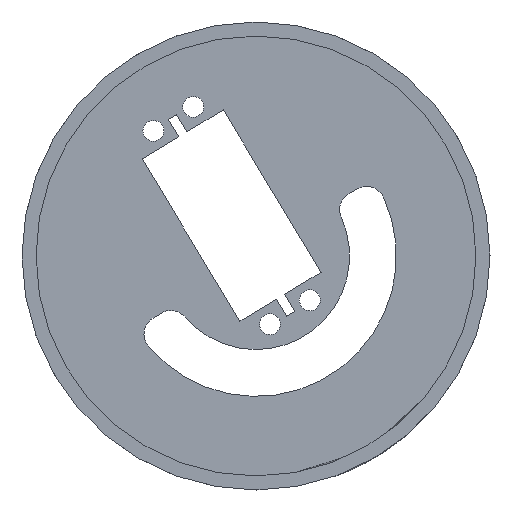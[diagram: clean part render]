
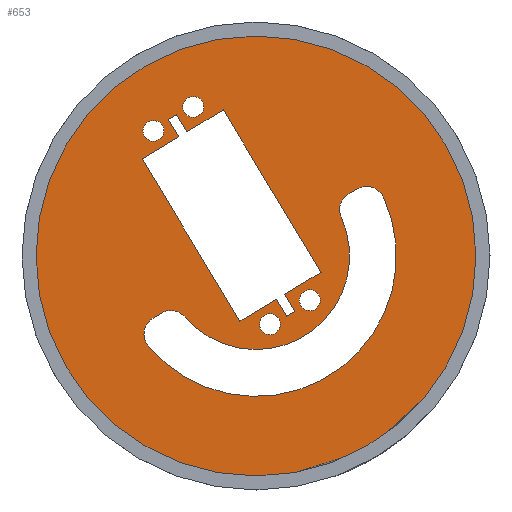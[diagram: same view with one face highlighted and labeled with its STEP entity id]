
A CAD part, front view. The second image highlights one B-rep face of the part: STEP entity #653.
In plain terms, the highlighted planar face has unit normal (0, -1, 0).
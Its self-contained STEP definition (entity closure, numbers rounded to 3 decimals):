
#44=FACE_BOUND('',#154,.T.);
#45=FACE_BOUND('',#155,.T.);
#46=FACE_BOUND('',#156,.T.);
#47=FACE_BOUND('',#157,.T.);
#48=FACE_BOUND('',#158,.T.);
#49=FACE_BOUND('',#159,.T.);
#79=PLANE('',#758);
#110=FACE_OUTER_BOUND('',#153,.T.);
#153=EDGE_LOOP('',(#543));
#154=EDGE_LOOP('',(#544,#545,#546,#547,#548,#549,#550,#551));
#155=EDGE_LOOP('',(#552));
#156=EDGE_LOOP('',(#553));
#157=EDGE_LOOP('',(#554,#555,#556,#557,#558,#559,#560,#561,#562,#563,#564,
#565));
#158=EDGE_LOOP('',(#566));
#159=EDGE_LOOP('',(#567));
#186=LINE('',#987,#234);
#192=LINE('',#1011,#240);
#194=LINE('',#1029,#242);
#198=LINE('',#1037,#246);
#201=LINE('',#1043,#249);
#204=LINE('',#1049,#252);
#207=LINE('',#1055,#255);
#210=LINE('',#1061,#258);
#213=LINE('',#1068,#261);
#217=LINE('',#1076,#265);
#220=LINE('',#1082,#268);
#223=LINE('',#1087,#271);
#225=LINE('',#1091,#273);
#228=LINE('',#1096,#276);
#234=VECTOR('',#798,10.);
#240=VECTOR('',#824,10.);
#242=VECTOR('',#846,10.);
#246=VECTOR('',#852,10.);
#249=VECTOR('',#857,10.);
#252=VECTOR('',#862,10.);
#255=VECTOR('',#867,10.);
#258=VECTOR('',#872,10.);
#261=VECTOR('',#877,10.);
#265=VECTOR('',#883,10.);
#268=VECTOR('',#888,10.);
#271=VECTOR('',#893,10.);
#273=VECTOR('',#897,10.);
#276=VECTOR('',#902,10.);
#279=CIRCLE('',#709,20.);
#281=CIRCLE('',#712,4.);
#283=CIRCLE('',#716,4.);
#285=CIRCLE('',#719,30.);
#287=CIRCLE('',#722,4.);
#289=CIRCLE('',#726,4.);
#290=CIRCLE('',#728,2.23);
#292=CIRCLE('',#731,2.23);
#294=CIRCLE('',#746,2.23);
#296=CIRCLE('',#749,2.23);
#302=CIRCLE('',#759,50.);
#310=VERTEX_POINT('',#972);
#311=VERTEX_POINT('',#974);
#313=VERTEX_POINT('',#980);
#315=VERTEX_POINT('',#986);
#317=VERTEX_POINT('',#992);
#319=VERTEX_POINT('',#998);
#321=VERTEX_POINT('',#1004);
#323=VERTEX_POINT('',#1010);
#324=VERTEX_POINT('',#1017);
#326=VERTEX_POINT('',#1022);
#328=VERTEX_POINT('',#1027);
#329=VERTEX_POINT('',#1028);
#332=VERTEX_POINT('',#1036);
#334=VERTEX_POINT('',#1042);
#336=VERTEX_POINT('',#1048);
#338=VERTEX_POINT('',#1054);
#340=VERTEX_POINT('',#1060);
#342=VERTEX_POINT('',#1066);
#343=VERTEX_POINT('',#1067);
#346=VERTEX_POINT('',#1075);
#348=VERTEX_POINT('',#1081);
#350=VERTEX_POINT('',#1090);
#352=VERTEX_POINT('',#1099);
#354=VERTEX_POINT('',#1104);
#360=VERTEX_POINT('',#1120);
#370=EDGE_CURVE('',#311,#310,#279,.T.);
#373=EDGE_CURVE('',#313,#311,#281,.T.);
#376=EDGE_CURVE('',#315,#313,#186,.T.);
#379=EDGE_CURVE('',#317,#315,#283,.T.);
#382=EDGE_CURVE('',#319,#317,#285,.T.);
#385=EDGE_CURVE('',#321,#319,#287,.T.);
#388=EDGE_CURVE('',#323,#321,#192,.T.);
#391=EDGE_CURVE('',#310,#323,#289,.T.);
#392=EDGE_CURVE('',#324,#324,#290,.T.);
#394=EDGE_CURVE('',#326,#326,#292,.T.);
#396=EDGE_CURVE('',#328,#329,#194,.T.);
#400=EDGE_CURVE('',#329,#332,#198,.T.);
#403=EDGE_CURVE('',#332,#334,#201,.T.);
#406=EDGE_CURVE('',#334,#336,#204,.T.);
#409=EDGE_CURVE('',#336,#338,#207,.T.);
#412=EDGE_CURVE('',#338,#340,#210,.T.);
#415=EDGE_CURVE('',#342,#343,#213,.T.);
#419=EDGE_CURVE('',#343,#346,#217,.T.);
#422=EDGE_CURVE('',#346,#348,#220,.T.);
#425=EDGE_CURVE('',#348,#328,#223,.T.);
#427=EDGE_CURVE('',#340,#350,#225,.T.);
#430=EDGE_CURVE('',#350,#342,#228,.T.);
#432=EDGE_CURVE('',#352,#352,#294,.T.);
#434=EDGE_CURVE('',#354,#354,#296,.T.);
#440=EDGE_CURVE('',#360,#360,#302,.T.);
#543=ORIENTED_EDGE('',*,*,#440,.T.);
#544=ORIENTED_EDGE('',*,*,#382,.T.);
#545=ORIENTED_EDGE('',*,*,#379,.T.);
#546=ORIENTED_EDGE('',*,*,#376,.T.);
#547=ORIENTED_EDGE('',*,*,#373,.T.);
#548=ORIENTED_EDGE('',*,*,#370,.T.);
#549=ORIENTED_EDGE('',*,*,#391,.T.);
#550=ORIENTED_EDGE('',*,*,#388,.T.);
#551=ORIENTED_EDGE('',*,*,#385,.T.);
#552=ORIENTED_EDGE('',*,*,#392,.T.);
#553=ORIENTED_EDGE('',*,*,#394,.T.);
#554=ORIENTED_EDGE('',*,*,#427,.T.);
#555=ORIENTED_EDGE('',*,*,#430,.T.);
#556=ORIENTED_EDGE('',*,*,#415,.T.);
#557=ORIENTED_EDGE('',*,*,#419,.T.);
#558=ORIENTED_EDGE('',*,*,#422,.T.);
#559=ORIENTED_EDGE('',*,*,#425,.T.);
#560=ORIENTED_EDGE('',*,*,#396,.T.);
#561=ORIENTED_EDGE('',*,*,#400,.T.);
#562=ORIENTED_EDGE('',*,*,#403,.T.);
#563=ORIENTED_EDGE('',*,*,#406,.T.);
#564=ORIENTED_EDGE('',*,*,#409,.T.);
#565=ORIENTED_EDGE('',*,*,#412,.T.);
#566=ORIENTED_EDGE('',*,*,#432,.T.);
#567=ORIENTED_EDGE('',*,*,#434,.T.);
#653=ADVANCED_FACE('',(#110,#44,#45,#46,#47,#48,#49),#79,.F.);
#709=AXIS2_PLACEMENT_3D('',#975,#785,#786);
#712=AXIS2_PLACEMENT_3D('',#981,#792,#793);
#716=AXIS2_PLACEMENT_3D('',#993,#804,#805);
#719=AXIS2_PLACEMENT_3D('',#999,#811,#812);
#722=AXIS2_PLACEMENT_3D('',#1005,#818,#819);
#726=AXIS2_PLACEMENT_3D('',#1015,#830,#831);
#728=AXIS2_PLACEMENT_3D('',#1018,#834,#835);
#731=AXIS2_PLACEMENT_3D('',#1023,#840,#841);
#746=AXIS2_PLACEMENT_3D('',#1100,#906,#907);
#749=AXIS2_PLACEMENT_3D('',#1105,#912,#913);
#758=AXIS2_PLACEMENT_3D('',#1119,#930,#931);
#759=AXIS2_PLACEMENT_3D('',#1121,#932,#933);
#785=DIRECTION('center_axis',(0.,-1.,0.));
#786=DIRECTION('ref_axis',(0.758,0.,0.652));
#792=DIRECTION('center_axis',(0.,1.,0.));
#793=DIRECTION('ref_axis',(0.758,0.,0.652));
#798=DIRECTION('',(0.856,0.,0.516));
#804=DIRECTION('center_axis',(0.,1.,0.));
#805=DIRECTION('ref_axis',(-0.516,0.,0.856));
#811=DIRECTION('center_axis',(0.,1.,0.));
#812=DIRECTION('ref_axis',(-0.767,0.,-0.642));
#818=DIRECTION('center_axis',(0.,1.,0.));
#819=DIRECTION('ref_axis',(0.908,0.,0.418));
#824=DIRECTION('',(0.873,0.,0.488));
#830=DIRECTION('center_axis',(0.,1.,0.));
#831=DIRECTION('ref_axis',(-0.488,0.,0.873));
#834=DIRECTION('center_axis',(0.,1.,0.));
#835=DIRECTION('ref_axis',(-1.,0.,0.));
#840=DIRECTION('center_axis',(0.,1.,0.));
#841=DIRECTION('ref_axis',(-1.,0.,0.));
#846=DIRECTION('',(-0.856,0.,-0.516));
#852=DIRECTION('',(-0.516,0.,0.856));
#857=DIRECTION('',(-0.856,0.,-0.516));
#862=DIRECTION('',(-0.516,0.,0.856));
#867=DIRECTION('',(0.856,0.,0.516));
#872=DIRECTION('',(-0.516,0.,0.856));
#877=DIRECTION('',(0.856,0.,0.516));
#883=DIRECTION('',(0.516,0.,-0.856));
#888=DIRECTION('',(-0.856,0.,-0.516));
#893=DIRECTION('',(0.516,0.,-0.856));
#897=DIRECTION('',(0.856,0.,0.516));
#902=DIRECTION('',(0.516,0.,-0.856));
#906=DIRECTION('center_axis',(0.,1.,0.));
#907=DIRECTION('ref_axis',(-1.,0.,0.));
#912=DIRECTION('center_axis',(0.,1.,0.));
#913=DIRECTION('ref_axis',(-1.,0.,0.));
#930=DIRECTION('center_axis',(0.,1.,0.));
#931=DIRECTION('ref_axis',(0.,0.,1.));
#932=DIRECTION('center_axis',(0.,-1.,0.));
#933=DIRECTION('ref_axis',(1.,0.,0.));
#972=CARTESIAN_POINT('',(18.121,-2.,18.989));
#974=CARTESIAN_POINT('',(-15.271,-2.,-2.286));
#975=CARTESIAN_POINT('Origin',(-0.103,-2.,10.75));
#980=CARTESIAN_POINT('',(-20.369,-2.,-1.468));
#981=CARTESIAN_POINT('Origin',(-18.304,-2.,-4.893));
#986=CARTESIAN_POINT('',(-22.105,-2.,-2.514));
#987=CARTESIAN_POINT('',(-11.104,-2.,4.118));
#992=CARTESIAN_POINT('',(-23.107,-2.,-8.507));
#993=CARTESIAN_POINT('Origin',(-20.039,-2.,-5.94));
#998=CARTESIAN_POINT('',(27.151,-2.,23.288));
#999=CARTESIAN_POINT('Origin',(-0.103,-2.,10.75));
#1004=CARTESIAN_POINT('',(21.565,-2.,25.108));
#1005=CARTESIAN_POINT('Origin',(23.517,-2.,21.617));
#1010=CARTESIAN_POINT('',(19.813,-2.,24.128));
#1011=CARTESIAN_POINT('',(9.378,-2.,18.292));
#1015=CARTESIAN_POINT('Origin',(21.766,-2.,20.637));
#1017=CARTESIAN_POINT('',(-19.792,-2.,37.482));
#1018=CARTESIAN_POINT('Origin',(-22.022,-2.,37.482));
#1022=CARTESIAN_POINT('',(13.627,-2.,1.301));
#1023=CARTESIAN_POINT('Origin',(11.397,-2.,1.301));
#1027=CARTESIAN_POINT('',(8.219,-2.,-1.117));
#1028=CARTESIAN_POINT('',(6.506,-2.,-2.15));
#1029=CARTESIAN_POINT('',(6.934,-2.,-1.892));
#1036=CARTESIAN_POINT('',(4.286,-2.,1.533));
#1037=CARTESIAN_POINT('',(1.663,-2.,5.883));
#1042=CARTESIAN_POINT('',(-3.529,-2.,-3.179));
#1043=CARTESIAN_POINT('',(0.807,-2.,-0.565));
#1048=CARTESIAN_POINT('',(-24.439,-2.,31.506));
#1049=CARTESIAN_POINT('',(-16.606,-2.,18.514));
#1054=CARTESIAN_POINT('',(-16.624,-2.,36.217));
#1055=CARTESIAN_POINT('',(-11.432,-2.,39.347));
#1060=CARTESIAN_POINT('',(-18.844,-2.,39.9));
#1061=CARTESIAN_POINT('',(-9.902,-2.,25.067));
#1066=CARTESIAN_POINT('',(-14.911,-2.,37.25));
#1067=CARTESIAN_POINT('',(-7.096,-2.,41.961));
#1068=CARTESIAN_POINT('',(-11.432,-2.,39.347));
#1075=CARTESIAN_POINT('',(13.814,-2.,7.276));
#1076=CARTESIAN_POINT('',(11.191,-2.,11.627));
#1081=CARTESIAN_POINT('',(5.999,-2.,2.565));
#1082=CARTESIAN_POINT('',(0.807,-2.,-0.565));
#1087=CARTESIAN_POINT('',(4.486,-2.,5.074));
#1090=CARTESIAN_POINT('',(-17.131,-2.,40.932));
#1091=CARTESIAN_POINT('',(-17.559,-2.,40.674));
#1096=CARTESIAN_POINT('',(-7.079,-2.,24.258));
#1099=CARTESIAN_POINT('',(5.114,-2.,-3.831));
#1100=CARTESIAN_POINT('Origin',(2.884,-2.,-3.831));
#1104=CARTESIAN_POINT('',(-11.279,-2.,42.614));
#1105=CARTESIAN_POINT('Origin',(-13.509,-2.,42.614));
#1119=CARTESIAN_POINT('Origin',(-0.103,-2.,10.75));
#1120=CARTESIAN_POINT('',(-50.103,-2.,10.75));
#1121=CARTESIAN_POINT('Origin',(-0.103,-2.,10.75));
